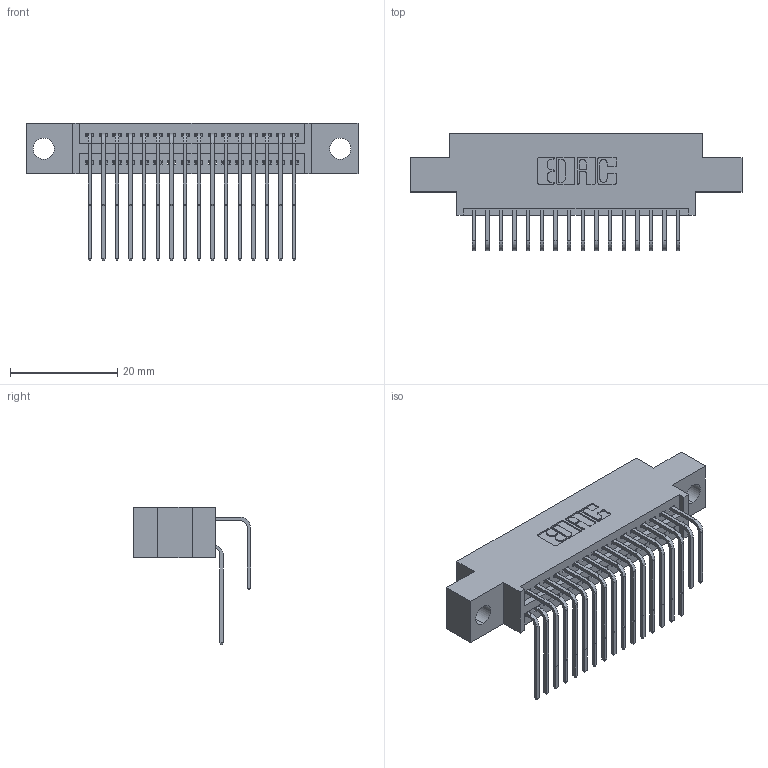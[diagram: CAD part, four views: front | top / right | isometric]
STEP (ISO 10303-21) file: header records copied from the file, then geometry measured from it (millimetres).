
FILE_DESCRIPTION (( 'STEP AP203' ), '1' );
FILE_NAME ('395-032-558-804.STEP', '2018-11-12T23:40:16', ( '' ), ( '' ), 'SwSTEP 2.0', 'SolidWorks 2016', '' );
FILE_SCHEMA (( 'CONFIG_CONTROL_DESIGN' ));
Length unit declared in the file: inch
Products named in the file (4): 345-292-001_558 Tail - 2; 345 Part_0.170 Offset - 0.156 Dia-TH; 395-032-558-804; 345-292-001_558 559 Tail - 1
Assembly tree (33 placements, depth 2):
  395-032-558-804
    345 Part_0.170 Offset - 0.156 Dia-TH
    345-292-001_558 559 Tail - 1  x16
    345-292-001_558 Tail - 2  x16
Bounding box: 61.85 x 21.83 x 25.53 mm (x, y, z)
Volume: 5750.1 mm3; surface area: 8822.7 mm2
Topology: 33 solids, 33 shells, 1794 faces, 5313 edges, 3498 vertices
Faces by surface type: plane 1204, cylinder 590
Entity records: 17841 total; most frequent: CARTESIAN_POINT 3063, ORIENTED_EDGE 2946, DIRECTION 2705, EDGE_CURVE 1473, LINE 1237, VECTOR 1237, VERTEX_POINT 978, AXIS2_PLACEMENT_3D 734
